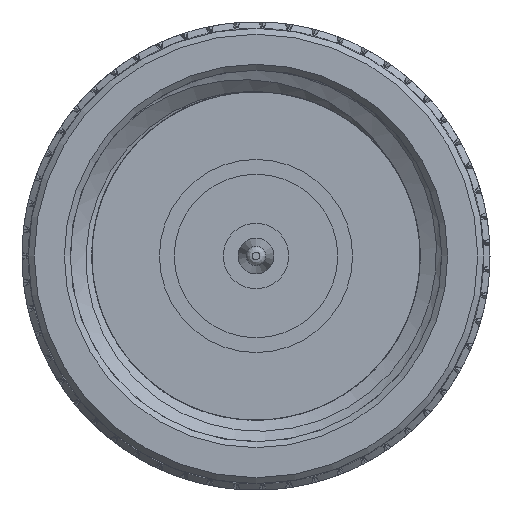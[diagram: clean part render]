
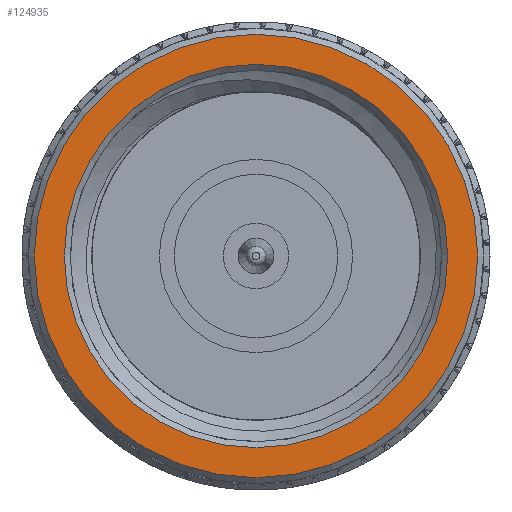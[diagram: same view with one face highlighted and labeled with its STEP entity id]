
A CAD part, left-side view. The second image highlights one B-rep face of the part: STEP entity #124935.
In plain terms, the highlighted planar face has unit normal (-1, 0, 0).
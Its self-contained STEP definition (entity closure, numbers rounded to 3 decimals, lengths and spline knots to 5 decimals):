
#1354 = CARTESIAN_POINT ( 'NONE',  ( 0., 0., 0. ) ) ;
#12802 = CARTESIAN_POINT ( 'NONE',  ( 0., 0.37309, 0. ) ) ;
#24871 = FACE_BOUND ( 'NONE', #44102, .T. ) ;
#28168 = ORIENTED_EDGE ( 'NONE', *, *, #141083, .T. ) ;
#36750 = DIRECTION ( 'NONE',  ( 0., 1., 0. ) ) ;
#44102 = EDGE_LOOP ( 'NONE', ( #112501 ) ) ;
#57413 = DIRECTION ( 'NONE',  ( 0., -1., 0. ) ) ;
#62168 = VERTEX_POINT ( 'NONE', #12802 ) ;
#66090 = AXIS2_PLACEMENT_3D ( 'NONE', #1354, #94409, #36750 ) ;
#74944 = FACE_OUTER_BOUND ( 'NONE', #127733, .T. ) ;
#81409 = AXIS2_PLACEMENT_3D ( 'NONE', #161758, #109689, #57413 ) ;
#85932 = DIRECTION ( 'NONE',  ( 1., 0., 0. ) ) ;
#87076 = DIRECTION ( 'NONE',  ( 0., 0., 1. ) ) ;
#94409 = DIRECTION ( 'NONE',  ( -1., 0., 0. ) ) ;
#99729 = CIRCLE ( 'NONE', #156021, 0.3225 ) ;
#109689 = DIRECTION ( 'NONE',  ( -1., 0., 0. ) ) ;
#110462 = EDGE_CURVE ( 'NONE', #147162, #147162, #99729, .T. ) ;
#112501 = ORIENTED_EDGE ( 'NONE', *, *, #110462, .T. ) ;
#114867 = CARTESIAN_POINT ( 'NONE',  ( 0., 0., 0. ) ) ;
#124935 = ADVANCED_FACE ( 'NONE', ( #74944, #24871 ), #162922, .T. ) ;
#127733 = EDGE_LOOP ( 'NONE', ( #28168 ) ) ;
#137087 = CIRCLE ( 'NONE', #66090, 0.37309 ) ;
#141083 = EDGE_CURVE ( 'NONE', #62168, #62168, #137087, .T. ) ;
#147162 = VERTEX_POINT ( 'NONE', #160147 ) ;
#156021 = AXIS2_PLACEMENT_3D ( 'NONE', #114867, #85932, #87076 ) ;
#160147 = CARTESIAN_POINT ( 'NONE',  ( 0., 0., 0.3225 ) ) ;
#161758 = CARTESIAN_POINT ( 'NONE',  ( 0., 0.38309, 0. ) ) ;
#162922 = PLANE ( 'NONE',  #81409 ) ;
